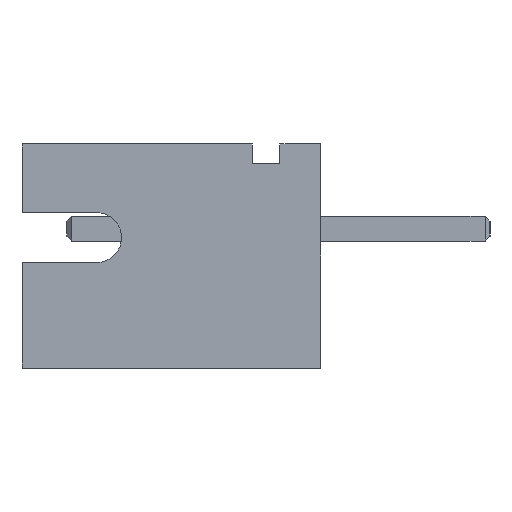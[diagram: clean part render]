
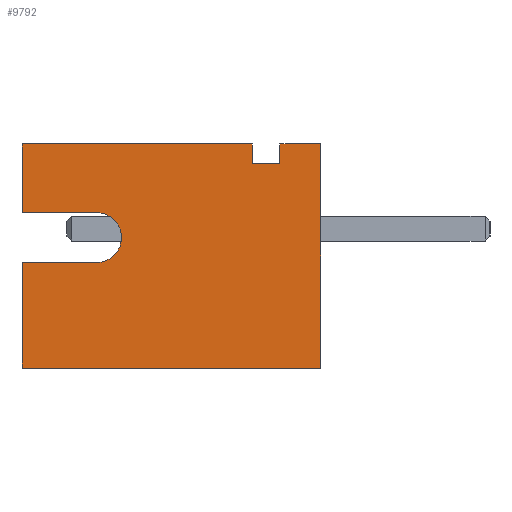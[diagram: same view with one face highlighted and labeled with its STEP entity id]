
A CAD part, left-side view. The second image highlights one B-rep face of the part: STEP entity #9792.
In plain terms, the highlighted planar face has unit normal (-1, 0, 0).
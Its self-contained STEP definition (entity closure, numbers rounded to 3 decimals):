
#43 = FACE_OUTER_BOUND ( 'NONE', #11360, .T. ) ;
#331 = DIRECTION ( 'NONE',  ( 0., -1., 0. ) ) ;
#340 = CARTESIAN_POINT ( 'NONE',  ( -1.95, 1.38, 1.3 ) ) ;
#563 = LINE ( 'NONE', #5618, #4523 ) ;
#578 = LINE ( 'NONE', #8492, #10618 ) ;
#742 = EDGE_CURVE ( 'NONE', #3600, #3330, #5974, .T. ) ;
#1021 = CARTESIAN_POINT ( 'NONE',  ( -1.95, 0., 1.7 ) ) ;
#1142 = EDGE_CURVE ( 'NONE', #8839, #11885, #8505, .T. ) ;
#1144 = DIRECTION ( 'NONE',  ( 0., 0., 1. ) ) ;
#1152 = EDGE_CURVE ( 'NONE', #9546, #3418, #5505, .T. ) ;
#1215 = PLANE ( 'NONE',  #10677 ) ;
#1308 = VERTEX_POINT ( 'NONE', #5053 ) ;
#1379 = VECTOR ( 'NONE', #331, 1000. ) ;
#1414 = LINE ( 'NONE', #10905, #4768 ) ;
#1749 = CARTESIAN_POINT ( 'NONE',  ( -1.95, 6., 1.7 ) ) ;
#1986 = DIRECTION ( 'NONE',  ( 0., 0., -1. ) ) ;
#2217 = CARTESIAN_POINT ( 'NONE',  ( -1.95, 4.5, 0.32 ) ) ;
#2364 = DIRECTION ( 'NONE',  ( 0., -1., 0. ) ) ;
#2649 = CARTESIAN_POINT ( 'NONE',  ( -1.95, 0., 1.7 ) ) ;
#2696 = VECTOR ( 'NONE', #11358, 1000. ) ;
#2747 = VECTOR ( 'NONE', #11443, 1000. ) ;
#2787 = CARTESIAN_POINT ( 'NONE',  ( -1.95, 6., 0.32 ) ) ;
#2903 = CARTESIAN_POINT ( 'NONE',  ( -1.95, 4.5, -0.68 ) ) ;
#2975 = CARTESIAN_POINT ( 'NONE',  ( -1.95, 6., 1.7 ) ) ;
#3112 = EDGE_CURVE ( 'NONE', #11317, #3418, #5345, .T. ) ;
#3168 = CARTESIAN_POINT ( 'NONE',  ( -1.95, 1.38, 1.3 ) ) ;
#3223 = EDGE_CURVE ( 'NONE', #6596, #11147, #9415, .T. ) ;
#3330 = VERTEX_POINT ( 'NONE', #10240 ) ;
#3418 = VERTEX_POINT ( 'NONE', #12235 ) ;
#3504 = CARTESIAN_POINT ( 'NONE',  ( -1.95, 6., -2.8 ) ) ;
#3551 = EDGE_CURVE ( 'NONE', #1308, #6596, #1414, .T. ) ;
#3600 = VERTEX_POINT ( 'NONE', #3504 ) ;
#3671 = ORIENTED_EDGE ( 'NONE', *, *, #1152, .T. ) ;
#3689 = AXIS2_PLACEMENT_3D ( 'NONE', #9314, #10297, #6467 ) ;
#3744 = ORIENTED_EDGE ( 'NONE', *, *, #6733, .F. ) ;
#3755 = VECTOR ( 'NONE', #8365, 1000. ) ;
#4002 = ORIENTED_EDGE ( 'NONE', *, *, #3551, .F. ) ;
#4137 = CARTESIAN_POINT ( 'NONE',  ( -1.95, 6., -2.8 ) ) ;
#4427 = ORIENTED_EDGE ( 'NONE', *, *, #7405, .T. ) ;
#4523 = VECTOR ( 'NONE', #4536, 1000. ) ;
#4536 = DIRECTION ( 'NONE',  ( 0., 0., 1. ) ) ;
#4713 = CARTESIAN_POINT ( 'NONE',  ( -1.95, 6., 1.7 ) ) ;
#4768 = VECTOR ( 'NONE', #11029, 1000. ) ;
#4924 = DIRECTION ( 'NONE',  ( 1., 0., 0. ) ) ;
#5053 = CARTESIAN_POINT ( 'NONE',  ( -1.95, 0.82, 1.3 ) ) ;
#5213 = ORIENTED_EDGE ( 'NONE', *, *, #8409, .F. ) ;
#5239 = EDGE_CURVE ( 'NONE', #11818, #8839, #8382, .T. ) ;
#5272 = VERTEX_POINT ( 'NONE', #12102 ) ;
#5345 = LINE ( 'NONE', #11064, #11723 ) ;
#5505 = LINE ( 'NONE', #11485, #3755 ) ;
#5600 = EDGE_CURVE ( 'NONE', #3600, #5272, #8874, .T. ) ;
#5618 = CARTESIAN_POINT ( 'NONE',  ( -1.95, 6., 1.7 ) ) ;
#5962 = ORIENTED_EDGE ( 'NONE', *, *, #3112, .F. ) ;
#5974 = LINE ( 'NONE', #4137, #11856 ) ;
#6467 = DIRECTION ( 'NONE',  ( 0., 0., 1. ) ) ;
#6480 = EDGE_CURVE ( 'NONE', #9546, #1308, #9177, .T. ) ;
#6596 = VERTEX_POINT ( 'NONE', #7935 ) ;
#6615 = ORIENTED_EDGE ( 'NONE', *, *, #6480, .F. ) ;
#6733 = EDGE_CURVE ( 'NONE', #11885, #11317, #563, .T. ) ;
#6875 = ORIENTED_EDGE ( 'NONE', *, *, #742, .T. ) ;
#7405 = EDGE_CURVE ( 'NONE', #3330, #11147, #7973, .T. ) ;
#7729 = CARTESIAN_POINT ( 'NONE',  ( -1.95, 6., 0.32 ) ) ;
#7935 = CARTESIAN_POINT ( 'NONE',  ( -1.95, 0.82, 1.7 ) ) ;
#7973 = LINE ( 'NONE', #1021, #8400 ) ;
#8365 = DIRECTION ( 'NONE',  ( 0., 0., 1. ) ) ;
#8382 = CIRCLE ( 'NONE', #3689, 0.5 ) ;
#8400 = VECTOR ( 'NONE', #1144, 1000. ) ;
#8409 = EDGE_CURVE ( 'NONE', #5272, #11818, #578, .T. ) ;
#8492 = CARTESIAN_POINT ( 'NONE',  ( -1.95, 6., -0.68 ) ) ;
#8505 = LINE ( 'NONE', #2787, #2696 ) ;
#8839 = VERTEX_POINT ( 'NONE', #2217 ) ;
#8874 = LINE ( 'NONE', #2975, #10438 ) ;
#8924 = CARTESIAN_POINT ( 'NONE',  ( -1.95, 6., 1.7 ) ) ;
#9177 = LINE ( 'NONE', #3168, #1379 ) ;
#9314 = CARTESIAN_POINT ( 'NONE',  ( -1.95, 4.5, -0.18 ) ) ;
#9335 = ORIENTED_EDGE ( 'NONE', *, *, #1142, .F. ) ;
#9415 = LINE ( 'NONE', #4713, #2747 ) ;
#9546 = VERTEX_POINT ( 'NONE', #340 ) ;
#9792 = ADVANCED_FACE ( 'NONE', ( #43 ), #1215, .F. ) ;
#10240 = CARTESIAN_POINT ( 'NONE',  ( -1.95, 0., -2.8 ) ) ;
#10297 = DIRECTION ( 'NONE',  ( -1., 0., 0. ) ) ;
#10438 = VECTOR ( 'NONE', #10762, 1000. ) ;
#10448 = ORIENTED_EDGE ( 'NONE', *, *, #5600, .F. ) ;
#10618 = VECTOR ( 'NONE', #11213, 1000. ) ;
#10677 = AXIS2_PLACEMENT_3D ( 'NONE', #8924, #4924, #1986 ) ;
#10762 = DIRECTION ( 'NONE',  ( 0., 0., 1. ) ) ;
#10905 = CARTESIAN_POINT ( 'NONE',  ( -1.95, 0.82, 1.3 ) ) ;
#10926 = DIRECTION ( 'NONE',  ( 0., -1., 0. ) ) ;
#11029 = DIRECTION ( 'NONE',  ( 0., 0., 1. ) ) ;
#11064 = CARTESIAN_POINT ( 'NONE',  ( -1.95, 6., 1.7 ) ) ;
#11147 = VERTEX_POINT ( 'NONE', #2649 ) ;
#11175 = ORIENTED_EDGE ( 'NONE', *, *, #3223, .F. ) ;
#11213 = DIRECTION ( 'NONE',  ( 0., -1., 0. ) ) ;
#11268 = ORIENTED_EDGE ( 'NONE', *, *, #5239, .F. ) ;
#11317 = VERTEX_POINT ( 'NONE', #1749 ) ;
#11358 = DIRECTION ( 'NONE',  ( 0., 1., 0. ) ) ;
#11360 = EDGE_LOOP ( 'NONE', ( #11268, #5213, #10448, #6875, #4427, #11175, #4002, #6615, #3671, #5962, #3744, #9335 ) ) ;
#11443 = DIRECTION ( 'NONE',  ( 0., -1., 0. ) ) ;
#11485 = CARTESIAN_POINT ( 'NONE',  ( -1.95, 1.38, 1.3 ) ) ;
#11723 = VECTOR ( 'NONE', #2364, 1000. ) ;
#11818 = VERTEX_POINT ( 'NONE', #2903 ) ;
#11856 = VECTOR ( 'NONE', #10926, 1000. ) ;
#11885 = VERTEX_POINT ( 'NONE', #7729 ) ;
#12102 = CARTESIAN_POINT ( 'NONE',  ( -1.95, 6., -0.68 ) ) ;
#12235 = CARTESIAN_POINT ( 'NONE',  ( -1.95, 1.38, 1.7 ) ) ;
